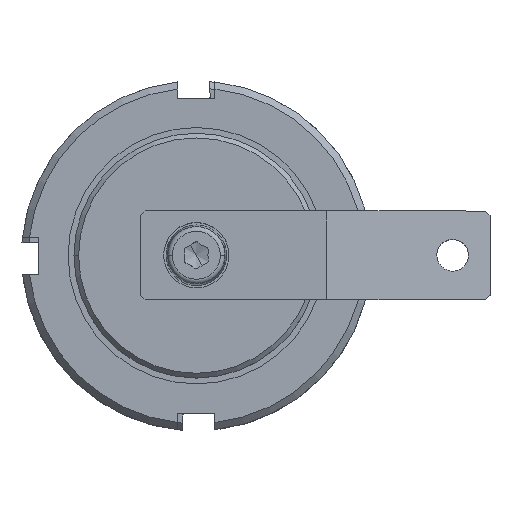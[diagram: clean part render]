
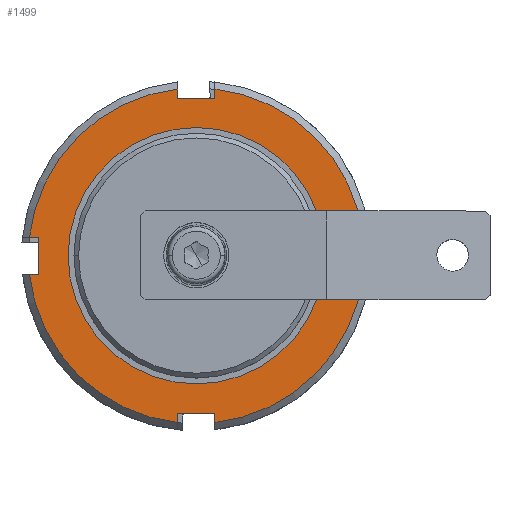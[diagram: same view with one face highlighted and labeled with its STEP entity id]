
A CAD part, top view. The second image highlights one B-rep face of the part: STEP entity #1499.
In plain terms, the highlighted planar face has unit normal (0, 0, 1).
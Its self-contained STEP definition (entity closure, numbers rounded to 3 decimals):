
#278 = CARTESIAN_POINT ( 'NONE',  ( -4., -33.786, 11. ) ) ;
#279 = DIRECTION ( 'NONE',  ( 0., -1., 0. ) ) ;
#280 = CARTESIAN_POINT ( 'NONE',  ( 4., -33.786, 11. ) ) ;
#281 = DIRECTION ( 'NONE',  ( 1., 0., 0. ) ) ;
#282 = DIRECTION ( 'NONE',  ( 0., 1., 0. ) ) ;
#283 = CARTESIAN_POINT ( 'NONE',  ( 33.786, 4., 11. ) ) ;
#284 = CARTESIAN_POINT ( 'NONE',  ( 33.786, 4., 11. ) ) ;
#285 = CARTESIAN_POINT ( 'NONE',  ( 0., 0., 11. ) ) ;
#286 = DIRECTION ( 'NONE',  ( 1., 0., 0. ) ) ;
#288 = DIRECTION ( 'NONE',  ( 0., -1., 0. ) ) ;
#291 = DIRECTION ( 'NONE',  ( -1., 0., 0. ) ) ;
#301 = CARTESIAN_POINT ( 'NONE',  ( 0., 0., 11. ) ) ;
#302 = DIRECTION ( 'NONE',  ( 0., 0., 1. ) ) ;
#303 = DIRECTION ( 'NONE',  ( 1., 0., 0. ) ) ;
#308 = DIRECTION ( 'NONE',  ( 0., 0., -1. ) ) ;
#311 = CARTESIAN_POINT ( 'NONE',  ( 0., 0., 11. ) ) ;
#315 = DIRECTION ( 'NONE',  ( 1., 0., 0. ) ) ;
#348 = CARTESIAN_POINT ( 'NONE',  ( 33.786, -4., 11. ) ) ;
#353 = CARTESIAN_POINT ( 'NONE',  ( 4., 33.786, 11. ) ) ;
#355 = DIRECTION ( 'NONE',  ( -1., 0., 0. ) ) ;
#356 = DIRECTION ( 'NONE',  ( 0., 1., 0. ) ) ;
#361 = CARTESIAN_POINT ( 'NONE',  ( -33.786, -4., 11. ) ) ;
#362 = CARTESIAN_POINT ( 'NONE',  ( -4., 33.786, 11. ) ) ;
#363 = CARTESIAN_POINT ( 'NONE',  ( 0., 0., 11. ) ) ;
#364 = DIRECTION ( 'NONE',  ( 0., 0., 1. ) ) ;
#365 = DIRECTION ( 'NONE',  ( 1., 0., 0. ) ) ;
#366 = CARTESIAN_POINT ( 'NONE',  ( -4., 33.786, 11. ) ) ;
#367 = CARTESIAN_POINT ( 'NONE',  ( 4., -33.786, 11. ) ) ;
#368 = DIRECTION ( 'NONE',  ( 1., 0., 0. ) ) ;
#369 = DIRECTION ( 'NONE',  ( 0., -1., 0. ) ) ;
#370 = CARTESIAN_POINT ( 'NONE',  ( -33.786, 4., 11. ) ) ;
#371 = DIRECTION ( 'NONE',  ( -1., 0., 0. ) ) ;
#372 = CARTESIAN_POINT ( 'NONE',  ( -33.786, -4., 11. ) ) ;
#373 = DIRECTION ( 'NONE',  ( 0., 0., 1. ) ) ;
#374 = DIRECTION ( 'NONE',  ( 0., 1., 0. ) ) ;
#375 = DIRECTION ( 'NONE',  ( 1., 0., 0. ) ) ;
#466 = EDGE_CURVE ( 'NONE', #4222, #4223, #1915, .T. ) ;
#482 = EDGE_CURVE ( 'NONE', #4217, #4212, #1893, .T. ) ;
#493 = EDGE_CURVE ( 'NONE', #4175, #4207, #3983, .T. ) ;
#503 = EDGE_CURVE ( 'NONE', #4247, #4252, #4040, .T. ) ;
#504 = EDGE_CURVE ( 'NONE', #4253, #4212, #4049, .T. ) ;
#505 = EDGE_CURVE ( 'NONE', #4254, #4253, #4046, .T. ) ;
#506 = EDGE_CURVE ( 'NONE', #4175, #4254, #3993, .T. ) ;
#507 = EDGE_CURVE ( 'NONE', #4251, #4207, #4048, .T. ) ;
#508 = EDGE_CURVE ( 'NONE', #4258, #4251, #4037, .T. ) ;
#509 = EDGE_CURVE ( 'NONE', #4247, #4258, #4042, .T. ) ;
#510 = EDGE_CURVE ( 'NONE', #4255, #4252, #4025, .T. ) ;
#511 = EDGE_CURVE ( 'NONE', #4260, #4255, #4036, .T. ) ;
#512 = EDGE_CURVE ( 'NONE', #4256, #4260, #3982, .T. ) ;
#513 = EDGE_CURVE ( 'NONE', #4256, #4262, #4006, .T. ) ;
#514 = EDGE_CURVE ( 'NONE', #4259, #4262, #4000, .T. ) ;
#515 = EDGE_CURVE ( 'NONE', #4261, #4259, #4024, .T. ) ;
#516 = EDGE_CURVE ( 'NONE', #4217, #4261, #4001, .T. ) ;
#517 = EDGE_CURVE ( 'NONE', #4223, #4222, #4065, .T. ) ;
#632 = AXIS2_PLACEMENT_3D ( 'NONE', #960, #959, #958 ) ;
#638 = AXIS2_PLACEMENT_3D ( 'NONE', #897, #896, #895 ) ;
#642 = AXIS2_PLACEMENT_3D ( 'NONE', #301, #302, #303 ) ;
#646 = AXIS2_PLACEMENT_3D ( 'NONE', #363, #364, #365 ) ;
#647 = AXIS2_PLACEMENT_3D ( 'NONE', #285, #373, #286 ) ;
#648 = AXIS2_PLACEMENT_3D ( 'NONE', #311, #308, #315 ) ;
#895 = DIRECTION ( 'NONE',  ( 1., 0., 0. ) ) ;
#896 = DIRECTION ( 'NONE',  ( 0., 0., 1. ) ) ;
#897 = CARTESIAN_POINT ( 'NONE',  ( 0., 0., 11. ) ) ;
#958 = DIRECTION ( 'NONE',  ( 1., 0., 0. ) ) ;
#959 = DIRECTION ( 'NONE',  ( 0., 0., -1. ) ) ;
#960 = CARTESIAN_POINT ( 'NONE',  ( 0., 0., 11. ) ) ;
#1499 = ADVANCED_FACE ( 'NONE', ( #6384, #6380 ), #2570, .T. ) ;
#1858 = ORIENTED_EDGE ( 'NONE', *, *, #505, .F. ) ;
#1859 = ORIENTED_EDGE ( 'NONE', *, *, #514, .F. ) ;
#1860 = ORIENTED_EDGE ( 'NONE', *, *, #511, .F. ) ;
#1862 = ORIENTED_EDGE ( 'NONE', *, *, #504, .F. ) ;
#1863 = ORIENTED_EDGE ( 'NONE', *, *, #513, .T. ) ;
#1864 = ORIENTED_EDGE ( 'NONE', *, *, #506, .F. ) ;
#1865 = ORIENTED_EDGE ( 'NONE', *, *, #512, .F. ) ;
#1866 = ORIENTED_EDGE ( 'NONE', *, *, #493, .T. ) ;
#1870 = ORIENTED_EDGE ( 'NONE', *, *, #503, .T. ) ;
#1871 = ORIENTED_EDGE ( 'NONE', *, *, #509, .F. ) ;
#1872 = ORIENTED_EDGE ( 'NONE', *, *, #510, .F. ) ;
#1873 = ORIENTED_EDGE ( 'NONE', *, *, #517, .T. ) ;
#1877 = ORIENTED_EDGE ( 'NONE', *, *, #466, .T. ) ;
#1878 = ORIENTED_EDGE ( 'NONE', *, *, #482, .T. ) ;
#1893 = CIRCLE ( 'NONE', #638, 36. ) ;
#1915 = CIRCLE ( 'NONE', #632, 27.25 ) ;
#2567 = CARTESIAN_POINT ( 'NONE',  ( 0., 0., 11. ) ) ;
#2570 = PLANE ( 'NONE',  #5425 ) ;
#2572 = DIRECTION ( 'NONE',  ( 0., 0., 1. ) ) ;
#2573 = DIRECTION ( 'NONE',  ( 1., 0., 0. ) ) ;
#3982 = LINE ( 'NONE', #367, #4023 ) ;
#3983 = CIRCLE ( 'NONE', #642, 36. ) ;
#3993 = LINE ( 'NONE', #362, #4047 ) ;
#3997 = VECTOR ( 'NONE', #374, 1000. ) ;
#4000 = LINE ( 'NONE', #348, #4002 ) ;
#4001 = LINE ( 'NONE', #283, #4054 ) ;
#4002 = VECTOR ( 'NONE', #281, 1000. ) ;
#4005 = VECTOR ( 'NONE', #279, 1000. ) ;
#4006 = CIRCLE ( 'NONE', #647, 36. ) ;
#4007 = VECTOR ( 'NONE', #355, 1000. ) ;
#4023 = VECTOR ( 'NONE', #282, 1000. ) ;
#4024 = LINE ( 'NONE', #284, #4064 ) ;
#4025 = LINE ( 'NONE', #278, #4005 ) ;
#4026 = VECTOR ( 'NONE', #375, 1000. ) ;
#4029 = VECTOR ( 'NONE', #371, 1000. ) ;
#4036 = LINE ( 'NONE', #280, #4007 ) ;
#4037 = LINE ( 'NONE', #372, #3997 ) ;
#4040 = CIRCLE ( 'NONE', #646, 36. ) ;
#4041 = VECTOR ( 'NONE', #356, 1000. ) ;
#4042 = LINE ( 'NONE', #361, #4026 ) ;
#4044 = VECTOR ( 'NONE', #368, 1000. ) ;
#4046 = LINE ( 'NONE', #366, #4044 ) ;
#4047 = VECTOR ( 'NONE', #369, 1000. ) ;
#4048 = LINE ( 'NONE', #370, #4029 ) ;
#4049 = LINE ( 'NONE', #353, #4041 ) ;
#4054 = VECTOR ( 'NONE', #291, 1000. ) ;
#4064 = VECTOR ( 'NONE', #288, 1000. ) ;
#4065 = CIRCLE ( 'NONE', #648, 27.25 ) ;
#4116 = ORIENTED_EDGE ( 'NONE', *, *, #516, .F. ) ;
#4121 = ORIENTED_EDGE ( 'NONE', *, *, #507, .F. ) ;
#4131 = ORIENTED_EDGE ( 'NONE', *, *, #515, .F. ) ;
#4134 = ORIENTED_EDGE ( 'NONE', *, *, #508, .F. ) ;
#4138 = EDGE_LOOP ( 'NONE', ( #1877, #1873 ) ) ;
#4146 = EDGE_LOOP ( 'NONE', ( #1862, #1858, #1864, #1866, #4121, #4134, #1871, #1870, #1872, #1860, #1865, #1863, #1859, #4131, #4116, #1878 ) ) ;
#4175 = VERTEX_POINT ( 'NONE', #4595 ) ;
#4207 = VERTEX_POINT ( 'NONE', #4628 ) ;
#4212 = VERTEX_POINT ( 'NONE', #4633 ) ;
#4217 = VERTEX_POINT ( 'NONE', #4640 ) ;
#4222 = VERTEX_POINT ( 'NONE', #4647 ) ;
#4223 = VERTEX_POINT ( 'NONE', #4649 ) ;
#4247 = VERTEX_POINT ( 'NONE', #4679 ) ;
#4251 = VERTEX_POINT ( 'NONE', #4684 ) ;
#4252 = VERTEX_POINT ( 'NONE', #4685 ) ;
#4253 = VERTEX_POINT ( 'NONE', #4687 ) ;
#4254 = VERTEX_POINT ( 'NONE', #4689 ) ;
#4255 = VERTEX_POINT ( 'NONE', #4691 ) ;
#4256 = VERTEX_POINT ( 'NONE', #4692 ) ;
#4258 = VERTEX_POINT ( 'NONE', #4694 ) ;
#4259 = VERTEX_POINT ( 'NONE', #4695 ) ;
#4260 = VERTEX_POINT ( 'NONE', #4697 ) ;
#4261 = VERTEX_POINT ( 'NONE', #4698 ) ;
#4262 = VERTEX_POINT ( 'NONE', #4699 ) ;
#4595 = CARTESIAN_POINT ( 'NONE',  ( -4., 35.777, 11. ) ) ;
#4628 = CARTESIAN_POINT ( 'NONE',  ( -35.777, 4., 11. ) ) ;
#4633 = CARTESIAN_POINT ( 'NONE',  ( 4., 35.777, 11. ) ) ;
#4640 = CARTESIAN_POINT ( 'NONE',  ( 35.777, 4., 11. ) ) ;
#4647 = CARTESIAN_POINT ( 'NONE',  ( 27.25, 0., 11. ) ) ;
#4649 = CARTESIAN_POINT ( 'NONE',  ( -27.25, 0., 11. ) ) ;
#4679 = CARTESIAN_POINT ( 'NONE',  ( -35.777, -4., 11. ) ) ;
#4684 = CARTESIAN_POINT ( 'NONE',  ( -33.786, 4., 11. ) ) ;
#4685 = CARTESIAN_POINT ( 'NONE',  ( -4., -35.777, 11. ) ) ;
#4687 = CARTESIAN_POINT ( 'NONE',  ( 4., 33.786, 11. ) ) ;
#4689 = CARTESIAN_POINT ( 'NONE',  ( -4., 33.786, 11. ) ) ;
#4691 = CARTESIAN_POINT ( 'NONE',  ( -4., -33.786, 11. ) ) ;
#4692 = CARTESIAN_POINT ( 'NONE',  ( 4., -35.777, 11. ) ) ;
#4694 = CARTESIAN_POINT ( 'NONE',  ( -33.786, -4., 11. ) ) ;
#4695 = CARTESIAN_POINT ( 'NONE',  ( 33.786, -4., 11. ) ) ;
#4697 = CARTESIAN_POINT ( 'NONE',  ( 4., -33.786, 11. ) ) ;
#4698 = CARTESIAN_POINT ( 'NONE',  ( 33.786, 4., 11. ) ) ;
#4699 = CARTESIAN_POINT ( 'NONE',  ( 35.777, -4., 11. ) ) ;
#5425 = AXIS2_PLACEMENT_3D ( 'NONE', #2567, #2572, #2573 ) ;
#6380 = FACE_BOUND ( 'NONE', #4138, .T. ) ;
#6384 = FACE_OUTER_BOUND ( 'NONE', #4146, .T. ) ;
